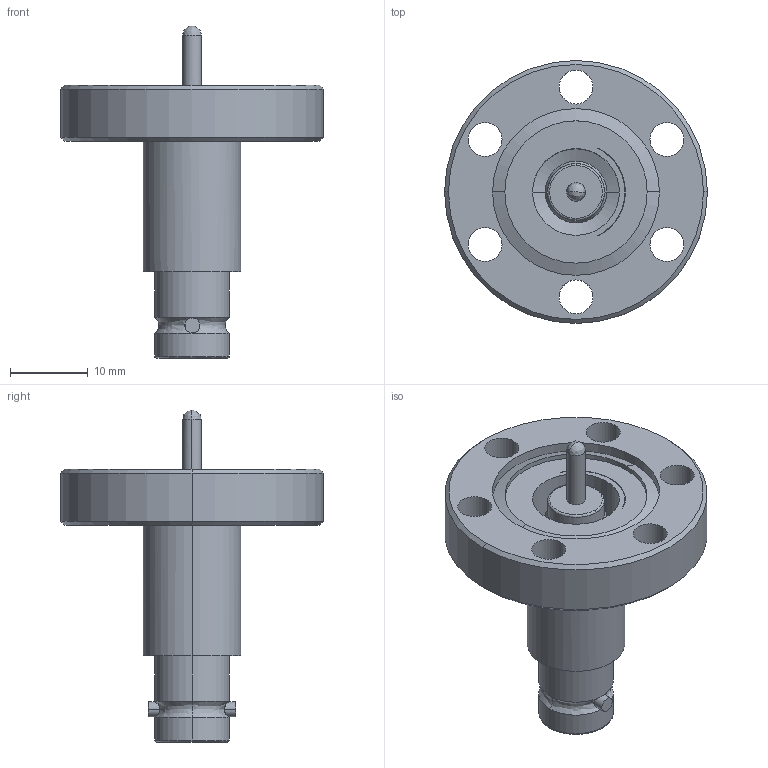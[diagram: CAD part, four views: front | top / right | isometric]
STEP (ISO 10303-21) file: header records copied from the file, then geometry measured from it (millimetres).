
FILE_DESCRIPTION (( 'STEP AP203' ), '1' );
FILE_NAME ('A0330-1-CF.STEP', '2013-08-28T12:15:14', ( '' ), ( '' ), 'SwSTEP 2.0', 'SolidWorks 2012', '' );
FILE_SCHEMA (( 'CONFIG_CONTROL_DESIGN' ));
Length unit declared in the file: inch
Products named in the file (1): A0330-1-CF
Bounding box: 33.78 x 33.78 x 42.67 mm (x, y, z)
Volume: 6761.1 mm3; surface area: 6804.8 mm2
Topology: 1 solids, 1 shells, 128 faces, 305 edges, 193 vertices
Faces by surface type: cylinder 71, plane 25, bspline 16, cone 16
Entity records: 4224 total; most frequent: CARTESIAN_POINT 1083, DIRECTION 701, ORIENTED_EDGE 606, EDGE_CURVE 303, AXIS2_PLACEMENT_3D 299, VERTEX_POINT 193, CIRCLE 186, EDGE_LOOP 158
